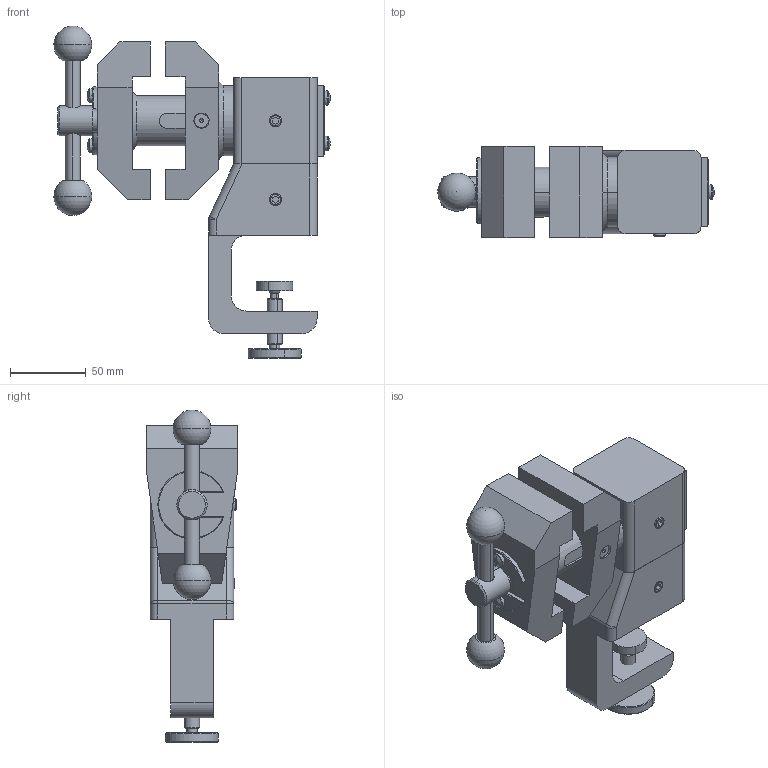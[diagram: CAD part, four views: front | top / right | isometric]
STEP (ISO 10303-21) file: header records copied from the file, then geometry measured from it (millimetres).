
FILE_DESCRIPTION (( 'STEP AP203' ), '1' );
FILE_NAME ('Satu.STEP', '2020-05-13T14:14:00', ( '' ), ( '' ), 'SwSTEP 2.0', 'SolidWorks 2017', '' );
FILE_SCHEMA (( 'CONFIG_CONTROL_DESIGN' ));
Length unit declared in the file: millimetre
Products named in the file (15): tengely; stift; K驆廧s鰎廥z; pan head cross recess screw_din_DIN EN ISO 7045 - M5 x 16 - Z - 16C; pofa1; socket set screw dog point_din_DIN 915 - M8 x 10-C; v嶲e_1; Satu; Szorito; kar_1; G闣b fej; tengely_v嶲e; pofa2; Szorito 2; alap
Assembly tree (19 placements, depth 2):
  Satu
    alap
    K驆廧s鰎廥z
    pofa2
    v嶲e_1
    pofa1
    tengely
    kar_1
    G闣b fej  x2
    tengely_v嶲e
    Szorito
    Szorito 2
    stift
    pan head cross recess screw_din_DIN EN ISO 7045 - M5 x 16 - Z - 16C  x4
    socket set screw dog point_din_DIN 915 - M8 x 10-C  x2
Bounding box: 182.25 x 60 x 219 mm (x, y, z)
Volume: 706584.3 mm3; surface area: 178135 mm2
Topology: 21 solids, 21 shells, 438 faces, 1034 edges, 638 vertices
Faces by surface type: plane 188, cylinder 135, cone 81, sphere 18, torus 16
Entity records: 10888 total; most frequent: CARTESIAN_POINT 1948, DIRECTION 1633, ORIENTED_EDGE 1388, EDGE_CURVE 694, AXIS2_PLACEMENT_3D 637, VERTEX_POINT 442, EDGE_LOOP 364, LINE 359
